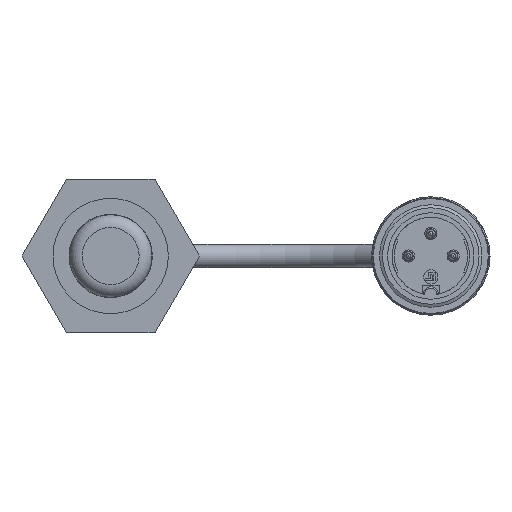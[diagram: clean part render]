
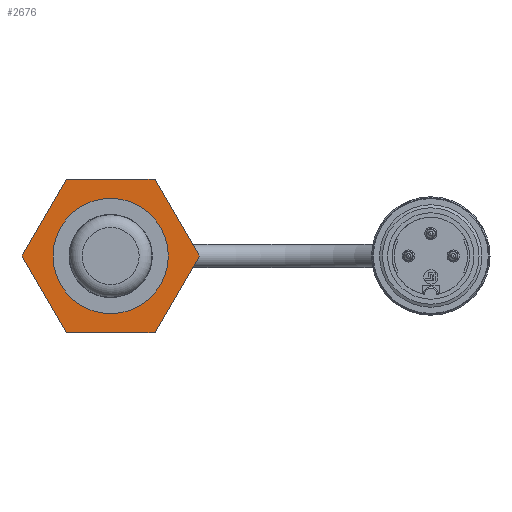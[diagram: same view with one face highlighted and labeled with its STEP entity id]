
A CAD part, left-side view. The second image highlights one B-rep face of the part: STEP entity #2676.
In plain terms, the highlighted planar face has unit normal (-1, 0, 0).
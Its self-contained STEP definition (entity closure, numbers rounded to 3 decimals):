
#157=LINE('',#4804,#313);
#158=LINE('',#4806,#314);
#159=LINE('',#4808,#315);
#160=LINE('',#4810,#316);
#161=LINE('',#4812,#317);
#162=LINE('',#4813,#318);
#313=VECTOR('',#3733,10.);
#314=VECTOR('',#3734,10.);
#315=VECTOR('',#3735,10.);
#316=VECTOR('',#3736,10.);
#317=VECTOR('',#3737,10.);
#318=VECTOR('',#3738,10.);
#505=PLANE('',#3001);
#609=FACE_BOUND('',#1042,.T.);
#774=FACE_OUTER_BOUND('',#1041,.T.);
#1041=EDGE_LOOP('',(#2292,#2293,#2294,#2295,#2296,#2297));
#1042=EDGE_LOOP('',(#2298));
#1182=CIRCLE('',#2995,9.);
#1400=VERTEX_POINT('',#4792);
#1403=VERTEX_POINT('',#4802);
#1404=VERTEX_POINT('',#4803);
#1405=VERTEX_POINT('',#4805);
#1406=VERTEX_POINT('',#4807);
#1407=VERTEX_POINT('',#4809);
#1408=VERTEX_POINT('',#4811);
#1699=EDGE_CURVE('',#1400,#1400,#1182,.T.);
#1702=EDGE_CURVE('',#1403,#1404,#157,.T.);
#1703=EDGE_CURVE('',#1404,#1405,#158,.T.);
#1704=EDGE_CURVE('',#1405,#1406,#159,.T.);
#1705=EDGE_CURVE('',#1406,#1407,#160,.T.);
#1706=EDGE_CURVE('',#1407,#1408,#161,.T.);
#1707=EDGE_CURVE('',#1408,#1403,#162,.T.);
#2292=ORIENTED_EDGE('',*,*,#1702,.T.);
#2293=ORIENTED_EDGE('',*,*,#1703,.T.);
#2294=ORIENTED_EDGE('',*,*,#1704,.T.);
#2295=ORIENTED_EDGE('',*,*,#1705,.T.);
#2296=ORIENTED_EDGE('',*,*,#1706,.T.);
#2297=ORIENTED_EDGE('',*,*,#1707,.T.);
#2298=ORIENTED_EDGE('',*,*,#1699,.T.);
#2676=ADVANCED_FACE('',(#774,#609),#505,.T.);
#2995=AXIS2_PLACEMENT_3D('',#4793,#3719,#3720);
#3001=AXIS2_PLACEMENT_3D('',#4801,#3731,#3732);
#3719=DIRECTION('center_axis',(1.,0.,0.));
#3720=DIRECTION('ref_axis',(0.,1.,0.));
#3731=DIRECTION('center_axis',(-1.,0.,0.));
#3732=DIRECTION('ref_axis',(0.,-1.,0.));
#3733=DIRECTION('',(0.,0.5,-0.866));
#3734=DIRECTION('',(0.,-0.5,-0.866));
#3735=DIRECTION('',(0.,-1.,0.));
#3736=DIRECTION('',(0.,-0.5,0.866));
#3737=DIRECTION('',(0.,0.5,0.866));
#3738=DIRECTION('',(0.,1.,0.));
#4792=CARTESIAN_POINT('',(-14.,-9.,0.));
#4793=CARTESIAN_POINT('Origin',(-14.,0.,0.));
#4801=CARTESIAN_POINT('Origin',(-14.,0.,0.));
#4802=CARTESIAN_POINT('',(-14.,6.928,12.));
#4803=CARTESIAN_POINT('',(-14.,13.856,0.));
#4804=CARTESIAN_POINT('',(-14.,6.928,12.));
#4805=CARTESIAN_POINT('',(-14.,6.928,-12.));
#4806=CARTESIAN_POINT('',(-14.,13.856,0.));
#4807=CARTESIAN_POINT('',(-14.,-6.928,-12.));
#4808=CARTESIAN_POINT('',(-14.,6.928,-12.));
#4809=CARTESIAN_POINT('',(-14.,-13.856,0.));
#4810=CARTESIAN_POINT('',(-14.,-6.928,-12.));
#4811=CARTESIAN_POINT('',(-14.,-6.928,12.));
#4812=CARTESIAN_POINT('',(-14.,-13.856,0.));
#4813=CARTESIAN_POINT('',(-14.,-6.928,12.));
